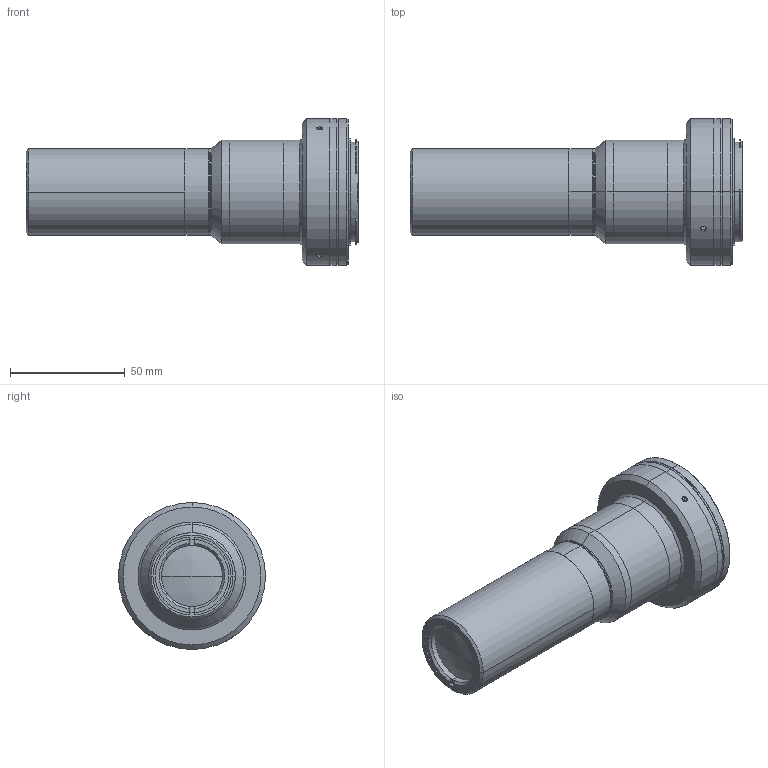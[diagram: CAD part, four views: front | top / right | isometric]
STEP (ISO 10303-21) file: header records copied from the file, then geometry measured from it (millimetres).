
FILE_DESCRIPTION (( 'STEP AP203' ), '1' );
FILE_NAME ('DP32099-A_TC4MHRP016-F.step', '2022-06-13T07:28:39', ( '' ), ( '' ), 'SwSTEP 2.0', 'SolidWorks 2021', '' );
FILE_SCHEMA (( 'CONFIG_CONTROL_DESIGN' ));
Length unit declared in the file: millimetre
Products named in the file (1): DP32099-A_TC4MHRP016-F
Bounding box: 144.56 x 64 x 64 mm (x, y, z)
Surface area: 35858.3 mm2 (no closed solid volume)
Topology: 0 solids, 17 shells, 142 faces, 404 edges, 279 vertices
Faces by surface type: plane 57, cylinder 57, cone 26, sphere 2
Entity records: 4954 total; most frequent: CARTESIAN_POINT 1108, DIRECTION 851, ORIENTED_EDGE 668, EDGE_CURVE 404, AXIS2_PLACEMENT_3D 334, VERTEX_POINT 279, CIRCLE 191, LINE 183
